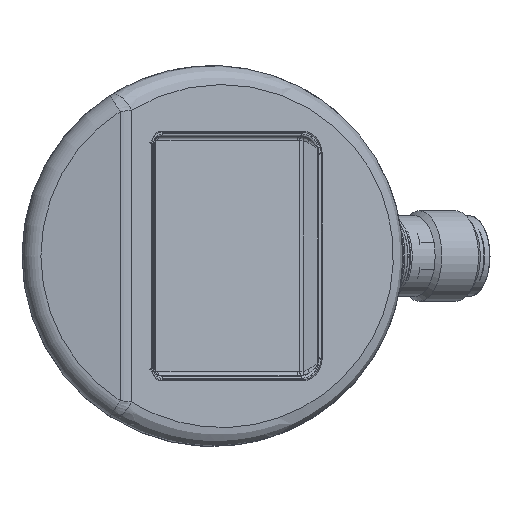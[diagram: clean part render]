
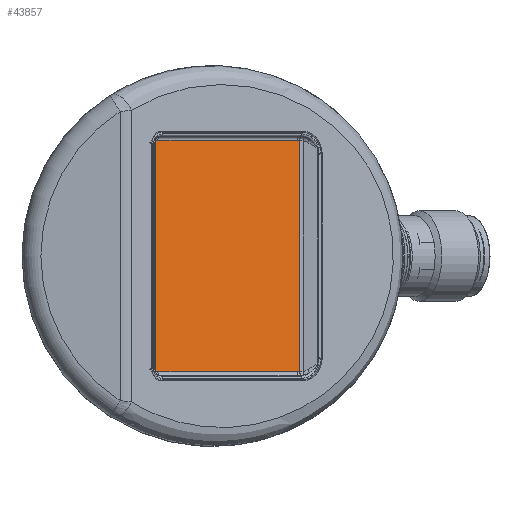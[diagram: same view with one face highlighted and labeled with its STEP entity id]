
A CAD part, front view. The second image highlights one B-rep face of the part: STEP entity #43857.
In plain terms, the highlighted planar face has unit normal (0.5, -0.866, 0).
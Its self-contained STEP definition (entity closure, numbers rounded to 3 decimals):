
#2630=LINE('',#55639,#4768);
#2631=LINE('',#55643,#4769);
#2632=LINE('',#55647,#4770);
#2633=LINE('',#55651,#4771);
#4768=VECTOR('',#48330,1000.);
#4769=VECTOR('',#48333,1000.);
#4770=VECTOR('',#48336,1000.);
#4771=VECTOR('',#48339,1000.);
#6906=ORIENTED_EDGE('',*,*,#16236,.T.);
#6907=ORIENTED_EDGE('',*,*,#16237,.T.);
#6908=ORIENTED_EDGE('',*,*,#16238,.T.);
#6909=ORIENTED_EDGE('',*,*,#16239,.T.);
#6910=ORIENTED_EDGE('',*,*,#16240,.T.);
#6911=ORIENTED_EDGE('',*,*,#16241,.T.);
#6912=ORIENTED_EDGE('',*,*,#16242,.T.);
#6913=ORIENTED_EDGE('',*,*,#16243,.T.);
#16236=EDGE_CURVE('',#20901,#20902,#23990,.F.);
#16237=EDGE_CURVE('',#20902,#20903,#2630,.T.);
#16238=EDGE_CURVE('',#20903,#20904,#23991,.F.);
#16239=EDGE_CURVE('',#20904,#20905,#2631,.T.);
#16240=EDGE_CURVE('',#20905,#20906,#23992,.F.);
#16241=EDGE_CURVE('',#20906,#20907,#2632,.T.);
#16242=EDGE_CURVE('',#20907,#20908,#23993,.F.);
#16243=EDGE_CURVE('',#20908,#20901,#2633,.T.);
#20901=VERTEX_POINT('',#55637);
#20902=VERTEX_POINT('',#55638);
#20903=VERTEX_POINT('',#55640);
#20904=VERTEX_POINT('',#55642);
#20905=VERTEX_POINT('',#55644);
#20906=VERTEX_POINT('',#55646);
#20907=VERTEX_POINT('',#55648);
#20908=VERTEX_POINT('',#55650);
#23990=CIRCLE('',#45740,1.946);
#23991=CIRCLE('',#45741,1.946);
#23992=CIRCLE('',#45742,0.446);
#23993=CIRCLE('',#45743,0.446);
#24804=EDGE_LOOP('',(#6906,#6907,#6908,#6909,#6910,#6911,#6912,#6913));
#27037=FACE_BOUND('',#24804,.T.);
#29273=PLANE('',#45739);
#43857=ADVANCED_FACE('',(#27037),#29273,.F.);
#45739=AXIS2_PLACEMENT_3D('',#55635,#48326,#48327);
#45740=AXIS2_PLACEMENT_3D('',#55636,#48328,#48329);
#45741=AXIS2_PLACEMENT_3D('',#55641,#48331,#48332);
#45742=AXIS2_PLACEMENT_3D('',#55645,#48334,#48335);
#45743=AXIS2_PLACEMENT_3D('',#55649,#48337,#48338);
#48326=DIRECTION('',(-0.5,0.866,0.));
#48327=DIRECTION('',(0.866,0.5,0.));
#48328=DIRECTION('',(-0.5,0.866,0.));
#48329=DIRECTION('',(0.866,0.5,0.));
#48330=DIRECTION('',(0.,0.,1.));
#48331=DIRECTION('',(-0.5,0.866,0.));
#48332=DIRECTION('',(0.866,0.5,0.));
#48333=DIRECTION('',(-0.866,-0.5,0.));
#48334=DIRECTION('',(-0.5,0.866,0.));
#48335=DIRECTION('',(0.866,0.5,0.));
#48336=DIRECTION('',(0.,0.,-1.));
#48337=DIRECTION('',(-0.5,0.866,0.));
#48338=DIRECTION('',(0.866,0.5,0.));
#48339=DIRECTION('',(0.866,0.5,0.));
#55635=CARTESIAN_POINT('',(11.243,-23.119,13.4));
#55636=CARTESIAN_POINT('',(11.243,-23.119,-13.4));
#55637=CARTESIAN_POINT('',(11.243,-23.119,-15.346));
#55638=CARTESIAN_POINT('',(11.526,-22.955,-15.318));
#55639=CARTESIAN_POINT('',(11.526,-22.955,15.252));
#55640=CARTESIAN_POINT('',(11.526,-22.955,15.318));
#55641=CARTESIAN_POINT('',(11.243,-23.119,13.4));
#55642=CARTESIAN_POINT('',(11.243,-23.119,15.346));
#55643=CARTESIAN_POINT('',(-7.203,-33.769,15.346));
#55644=CARTESIAN_POINT('',(-7.203,-33.769,15.346));
#55645=CARTESIAN_POINT('',(-7.203,-33.769,14.9));
#55646=CARTESIAN_POINT('',(-7.589,-33.991,14.9));
#55647=CARTESIAN_POINT('',(-7.589,-33.991,-14.9));
#55648=CARTESIAN_POINT('',(-7.589,-33.991,-14.9));
#55649=CARTESIAN_POINT('',(-7.203,-33.769,-14.9));
#55650=CARTESIAN_POINT('',(-7.203,-33.769,-15.346));
#55651=CARTESIAN_POINT('',(11.243,-23.119,-15.346));
